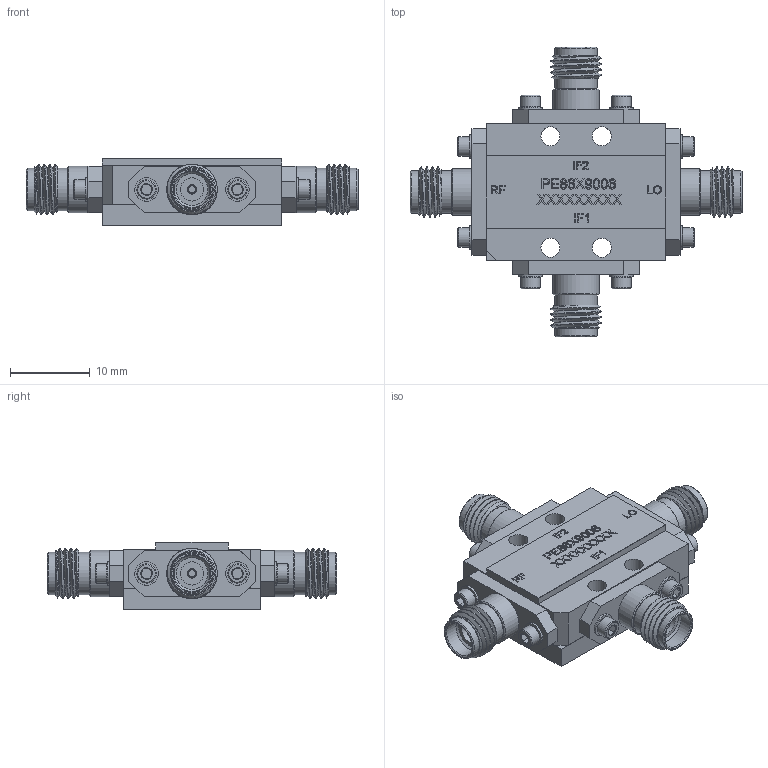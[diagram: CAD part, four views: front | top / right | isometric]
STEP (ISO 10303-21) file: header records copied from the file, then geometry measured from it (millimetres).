
FILE_DESCRIPTION (( 'STEP AP203' ), '1' );
FILE_NAME ('PE86X9006_3D.step', '2021-11-12T18:11:19', ( '' ), ( '' ), 'SwSTEP 2.0', 'SolidWorks 2021', '' );
FILE_SCHEMA (( 'CONFIG_CONTROL_DESIGN' ));
Length unit declared in the file: inch
Products named in the file (1): PE86X9006_3D
Bounding box: 41.76 x 36.42 x 8.51 mm (x, y, z)
Volume: 4229 mm3; surface area: 4302.3 mm2
Topology: 2 solids, 14 shells, 876 faces, 2163 edges, 1401 vertices
Faces by surface type: plane 484, bspline 180, cylinder 116, cone 96
Full cylindrical faces by diameter (mm): 0.914 x8, 1.168 x8, 1.524 x24, 1.854 x8, 2.388 x8, 2.438 x8, 2.92 x4, 2.946 x8, 4.521 x4, 5.08 x4, 5.334 x8, 5.842 x4
Entity records: 42645 total; most frequent: CARTESIAN_POINT 24551, ORIENTED_EDGE 3840, DIRECTION 3098, EDGE_CURVE 1920, VERTEX_POINT 1294, VECTOR 1112, LINE 1112, EDGE_LOOP 1090
